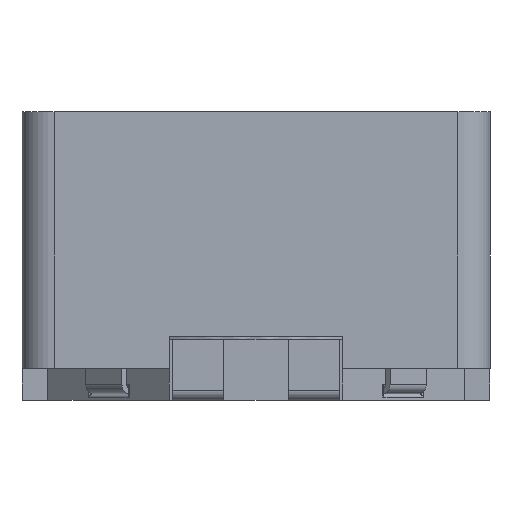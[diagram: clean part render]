
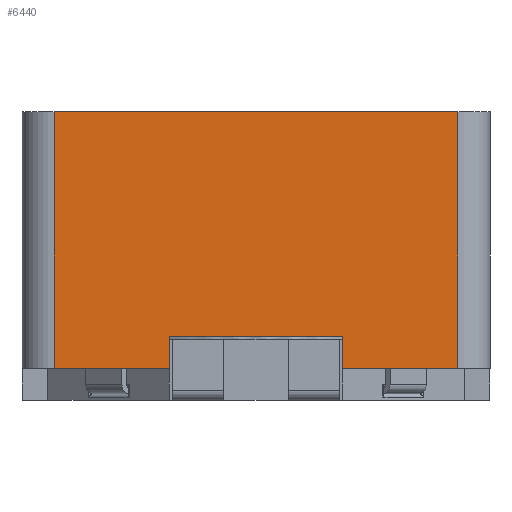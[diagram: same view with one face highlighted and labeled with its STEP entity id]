
A CAD part, front view. The second image highlights one B-rep face of the part: STEP entity #6440.
In plain terms, the highlighted face is planar.
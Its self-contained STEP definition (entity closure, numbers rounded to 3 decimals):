
#1290=ORIENTED_EDGE('',*,*,#2265,.T.);
#1291=ORIENTED_EDGE('',*,*,#2266,.T.);
#1292=ORIENTED_EDGE('',*,*,#2229,.T.);
#1293=ORIENTED_EDGE('',*,*,#2267,.T.);
#1294=ORIENTED_EDGE('',*,*,#2249,.F.);
#1295=ORIENTED_EDGE('',*,*,#2268,.T.);
#1296=ORIENTED_EDGE('',*,*,#2235,.T.);
#1297=ORIENTED_EDGE('',*,*,#2269,.T.);
#2229=EDGE_CURVE('',#2788,#2787,#3293,.T.);
#2235=EDGE_CURVE('',#2794,#2793,#3298,.T.);
#2249=EDGE_CURVE('',#2807,#2808,#3306,.T.);
#2265=EDGE_CURVE('',#2823,#2824,#3311,.T.);
#2266=EDGE_CURVE('',#2824,#2788,#3312,.T.);
#2267=EDGE_CURVE('',#2787,#2808,#3313,.F.);
#2268=EDGE_CURVE('',#2807,#2794,#3314,.T.);
#2269=EDGE_CURVE('',#2793,#2823,#3315,.T.);
#2787=VERTEX_POINT('',#9936);
#2788=VERTEX_POINT('',#9938);
#2793=VERTEX_POINT('',#9949);
#2794=VERTEX_POINT('',#9951);
#2807=VERTEX_POINT('',#9979);
#2808=VERTEX_POINT('',#9981);
#2823=VERTEX_POINT('',#10014);
#2824=VERTEX_POINT('',#10015);
#3293=LINE('',#9937,#3769);
#3298=LINE('',#9950,#3774);
#3306=LINE('',#9980,#3782);
#3311=LINE('',#10013,#3787);
#3312=LINE('',#10016,#3788);
#3313=LINE('',#10017,#3789);
#3314=LINE('',#10018,#3790);
#3315=LINE('',#10019,#3791);
#3769=VECTOR('',#7793,1000.);
#3774=VECTOR('',#7802,1000.);
#3782=VECTOR('',#7826,1000.);
#3787=VECTOR('',#7857,1000.);
#3788=VECTOR('',#7858,1000.);
#3789=VECTOR('',#7859,1000.);
#3790=VECTOR('',#7860,1000.);
#3791=VECTOR('',#7861,1000.);
#4125=EDGE_LOOP('',(#1290,#1291,#1292,#1293,#1294,#1295,#1296,#1297));
#4490=FACE_BOUND('',#4125,.T.);
#4787=PLANE('',#6835);
#6440=ADVANCED_FACE('',(#4490),#4787,.F.);
#6835=AXIS2_PLACEMENT_3D('',#10012,#7855,#7856);
#7793=DIRECTION('',(0.,-1.,0.));
#7802=DIRECTION('',(0.,-1.,0.));
#7826=DIRECTION('',(0.,-1.,0.));
#7855=DIRECTION('',(1.,0.,0.));
#7856=DIRECTION('',(0.,0.,-1.));
#7857=DIRECTION('',(0.,-1.,0.));
#7858=DIRECTION('',(0.,0.,-1.));
#7859=DIRECTION('',(0.,0.,-1.));
#7860=DIRECTION('',(0.,0.,-1.));
#7861=DIRECTION('',(0.,0.,1.));
#9936=CARTESIAN_POINT('',(-3.65,-3.15,0.));
#9937=CARTESIAN_POINT('',(-3.65,3.65,0.));
#9938=CARTESIAN_POINT('',(-3.65,-1.35,0.));
#9949=CARTESIAN_POINT('',(-3.65,1.35,0.));
#9950=CARTESIAN_POINT('',(-3.65,3.65,0.));
#9951=CARTESIAN_POINT('',(-3.65,3.15,0.));
#9979=CARTESIAN_POINT('',(-3.65,3.15,4.));
#9980=CARTESIAN_POINT('',(-3.65,3.65,4.));
#9981=CARTESIAN_POINT('',(-3.65,-3.15,4.));
#10012=CARTESIAN_POINT('',(-3.65,3.65,4.));
#10013=CARTESIAN_POINT('',(-3.65,3.65,0.5));
#10014=CARTESIAN_POINT('',(-3.65,1.35,0.5));
#10015=CARTESIAN_POINT('',(-3.65,-1.35,0.5));
#10016=CARTESIAN_POINT('',(-3.65,-1.35,4.));
#10017=CARTESIAN_POINT('',(-3.65,-3.15,4.));
#10018=CARTESIAN_POINT('',(-3.65,3.15,4.));
#10019=CARTESIAN_POINT('',(-3.65,1.35,4.));
